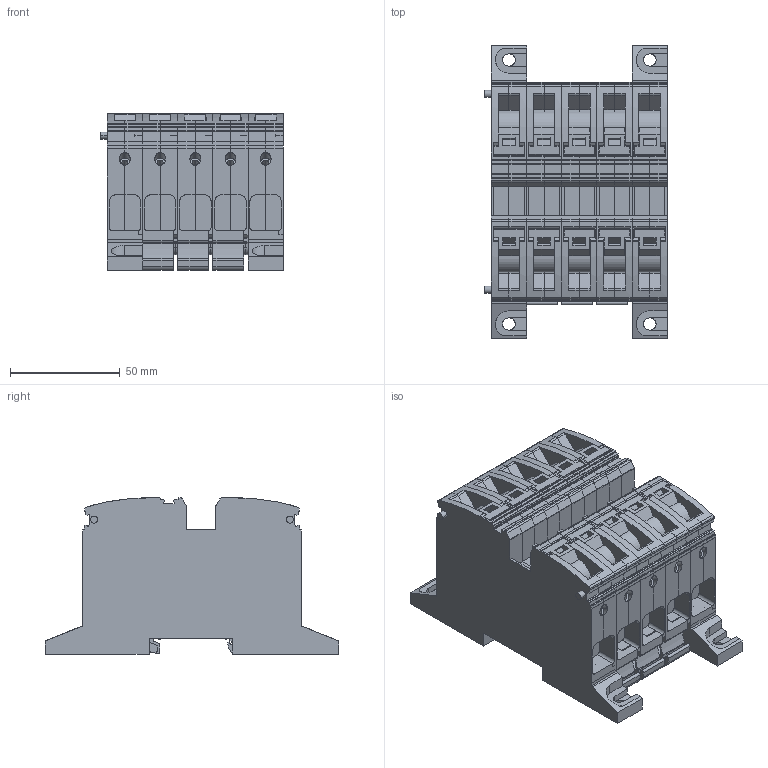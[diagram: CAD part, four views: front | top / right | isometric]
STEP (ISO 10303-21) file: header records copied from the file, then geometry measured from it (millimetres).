
FILE_DESCRIPTION(('CATIA V5R20 STEP214','CAx-IF Rec.Pracs.--- Model Styling and Organization---1.4--- 2014-01-23'),'2;1');
FILE_NAME ('145864-2_2', '2019-02-11T07:07:37+00:00', ('Weidmueller Interface'), ('Weidmueller'), 'CATIA Version 5-6 Release 2016 SP3 HF44', 'CATIA V5 STEP AP214', 'none');
FILE_SCHEMA(('AUTOMOTIVE_DESIGN { 1 0 10303 214 1 1 1 1 }'));
Products named in the file (1): 2552200000
Bounding box: 83 x 133.44 x 71.05 mm (x, y, z)
Volume: 458523.4 mm3; surface area: 182979.7 mm2
Topology: 20 solids, 30 shells, 2958 faces, 8930 edges, 6068 vertices
Faces by surface type: plane 2059, cylinder 840, cone 33, extrusion 26
Entity records: 99423 total; most frequent: CARTESIAN_POINT 21420, ORIENTED_EDGE 17860, DIRECTION 13512, EDGE_CURVE 8930, VECTOR 6844, LINE 6818, VERTEX_POINT 6068, AXIS2_PLACEMENT_3D 4171
